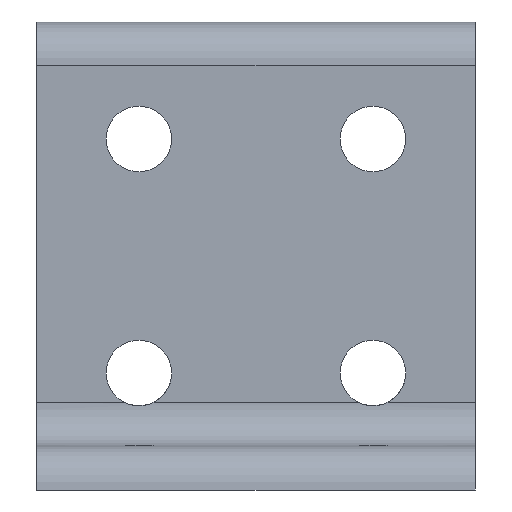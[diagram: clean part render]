
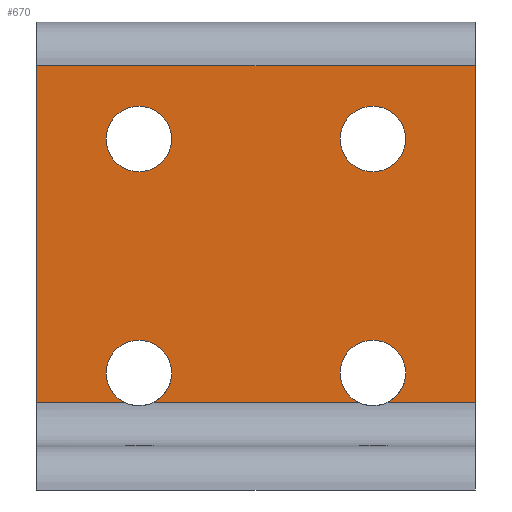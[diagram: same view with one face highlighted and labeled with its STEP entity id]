
A CAD part, front view. The second image highlights one B-rep face of the part: STEP entity #670.
In plain terms, the highlighted planar face has unit normal (0, -1, 0).
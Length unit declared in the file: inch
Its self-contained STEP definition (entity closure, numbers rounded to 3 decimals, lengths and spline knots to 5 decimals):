
#202=CARTESIAN_POINT('',(-0.6405,-0.188,1.5));
#203=VERTEX_POINT('',#202);
#219=CARTESIAN_POINT('',(-0.3605,-0.188,1.5));
#220=VERTEX_POINT('',#219);
#227=CARTESIAN_POINT('',(-0.5005,-0.188,1.5));
#228=DIRECTION('',(0.0,1.0,0.0));
#229=DIRECTION('',(-1.0,0.0,0.0));
#230=AXIS2_PLACEMENT_3D('',#227,#228,#229);
#231=CIRCLE('',#230,0.14);
#232=EDGE_CURVE('',#203,#220,#231,.T.);
#244=CARTESIAN_POINT('',(-0.6405,-0.188,0.5));
#245=VERTEX_POINT('',#244);
#261=CARTESIAN_POINT('',(-0.3605,-0.188,0.5));
#262=VERTEX_POINT('',#261);
#269=CARTESIAN_POINT('',(-0.5005,-0.188,0.5));
#270=DIRECTION('',(0.0,1.0,0.0));
#271=DIRECTION('',(-1.0,0.0,0.0));
#272=AXIS2_PLACEMENT_3D('',#269,#270,#271);
#273=CIRCLE('',#272,0.14);
#274=EDGE_CURVE('',#245,#262,#273,.T.);
#286=CARTESIAN_POINT('',(0.3595,-0.188,0.5));
#287=VERTEX_POINT('',#286);
#303=CARTESIAN_POINT('',(0.6395,-0.188,0.5));
#304=VERTEX_POINT('',#303);
#311=CARTESIAN_POINT('',(0.4995,-0.188,0.5));
#312=DIRECTION('',(0.0,1.0,0.0));
#313=DIRECTION('',(-1.0,0.0,0.0));
#314=AXIS2_PLACEMENT_3D('',#311,#312,#313);
#315=CIRCLE('',#314,0.14);
#316=EDGE_CURVE('',#287,#304,#315,.T.);
#328=CARTESIAN_POINT('',(0.3595,-0.188,1.5));
#329=VERTEX_POINT('',#328);
#345=CARTESIAN_POINT('',(0.6395,-0.188,1.5));
#346=VERTEX_POINT('',#345);
#353=CARTESIAN_POINT('',(0.4995,-0.188,1.5));
#354=DIRECTION('',(0.0,1.0,0.0));
#355=DIRECTION('',(-1.0,0.0,0.0));
#356=AXIS2_PLACEMENT_3D('',#353,#354,#355);
#357=CIRCLE('',#356,0.14);
#358=EDGE_CURVE('',#329,#346,#357,.T.);
#369=CARTESIAN_POINT('',(0.4995,-0.188,1.5));
#370=DIRECTION('',(0.0,1.0,0.0));
#371=DIRECTION('',(-1.0,0.0,0.0));
#372=AXIS2_PLACEMENT_3D('',#369,#370,#371);
#373=CIRCLE('',#372,0.14);
#374=EDGE_CURVE('',#346,#329,#373,.T.);
#393=CARTESIAN_POINT('',(0.43451,-0.188,0.376));
#394=VERTEX_POINT('',#393);
#395=CARTESIAN_POINT('',(0.4995,-0.188,0.5));
#396=DIRECTION('',(0.0,1.0,0.0));
#397=DIRECTION('',(-1.0,0.0,0.0));
#398=AXIS2_PLACEMENT_3D('',#395,#396,#397);
#399=CIRCLE('',#398,0.14);
#400=EDGE_CURVE('',#394,#287,#399,.T.);
#402=CARTESIAN_POINT('',(0.56449,-0.188,0.376));
#403=VERTEX_POINT('',#402);
#413=CARTESIAN_POINT('',(0.4995,-0.188,0.5));
#414=DIRECTION('',(0.0,1.0,0.0));
#415=DIRECTION('',(-1.0,0.0,0.0));
#416=AXIS2_PLACEMENT_3D('',#413,#414,#415);
#417=CIRCLE('',#416,0.14);
#418=EDGE_CURVE('',#304,#403,#417,.T.);
#437=CARTESIAN_POINT('',(-0.56549,-0.188,0.376));
#438=VERTEX_POINT('',#437);
#439=CARTESIAN_POINT('',(-0.5005,-0.188,0.5));
#440=DIRECTION('',(0.0,1.0,0.0));
#441=DIRECTION('',(-1.0,0.0,0.0));
#442=AXIS2_PLACEMENT_3D('',#439,#440,#441);
#443=CIRCLE('',#442,0.14);
#444=EDGE_CURVE('',#438,#245,#443,.T.);
#446=CARTESIAN_POINT('',(-0.43551,-0.188,0.376));
#447=VERTEX_POINT('',#446);
#457=CARTESIAN_POINT('',(-0.5005,-0.188,0.5));
#458=DIRECTION('',(0.0,1.0,0.0));
#459=DIRECTION('',(-1.0,0.0,0.0));
#460=AXIS2_PLACEMENT_3D('',#457,#458,#459);
#461=CIRCLE('',#460,0.14);
#462=EDGE_CURVE('',#262,#447,#461,.T.);
#481=CARTESIAN_POINT('',(-0.5005,-0.188,1.5));
#482=DIRECTION('',(0.0,1.0,0.0));
#483=DIRECTION('',(-1.0,0.0,0.0));
#484=AXIS2_PLACEMENT_3D('',#481,#482,#483);
#485=CIRCLE('',#484,0.14);
#486=EDGE_CURVE('',#220,#203,#485,.T.);
#605=CARTESIAN_POINT('',(0.9375,-0.188,1.812));
#606=DIRECTION('',(0.0,-1.0,0.0));
#607=DIRECTION('',(-1.0,0.0,0.0));
#608=AXIS2_PLACEMENT_3D('',#605,#606,#607);
#609=PLANE('',#608);
#610=ORIENTED_EDGE('',*,*,#400,.T.);
#611=ORIENTED_EDGE('',*,*,#316,.T.);
#612=ORIENTED_EDGE('',*,*,#418,.T.);
#613=CARTESIAN_POINT('',(0.9375,-0.188,0.376));
#614=VERTEX_POINT('',#613);
#615=CARTESIAN_POINT('',(0.9375,-0.188,0.376));
#616=DIRECTION('',(-1.0,0.0,0.0));
#617=VECTOR('',#616,0.37301);
#618=LINE('',#615,#617);
#619=EDGE_CURVE('',#614,#403,#618,.T.);
#620=ORIENTED_EDGE('',*,*,#619,.F.);
#621=CARTESIAN_POINT('',(0.9375,-0.188,1.812));
#622=VERTEX_POINT('',#621);
#623=CARTESIAN_POINT('',(0.9375,-0.188,0.376));
#624=DIRECTION('',(0.0,0.0,1.0));
#625=VECTOR('',#624,1.436);
#626=LINE('',#623,#625);
#627=EDGE_CURVE('',#614,#622,#626,.T.);
#628=ORIENTED_EDGE('',*,*,#627,.T.);
#629=CARTESIAN_POINT('',(-0.9375,-0.188,1.812));
#630=VERTEX_POINT('',#629);
#631=CARTESIAN_POINT('',(0.9375,-0.188,1.812));
#632=DIRECTION('',(-1.0,0.0,0.0));
#633=VECTOR('',#632,1.875);
#634=LINE('',#631,#633);
#635=EDGE_CURVE('',#622,#630,#634,.T.);
#636=ORIENTED_EDGE('',*,*,#635,.T.);
#637=CARTESIAN_POINT('',(-0.9375,-0.188,0.376));
#638=VERTEX_POINT('',#637);
#639=CARTESIAN_POINT('',(-0.9375,-0.188,1.812));
#640=DIRECTION('',(0.0,0.0,-1.0));
#641=VECTOR('',#640,1.436);
#642=LINE('',#639,#641);
#643=EDGE_CURVE('',#630,#638,#642,.T.);
#644=ORIENTED_EDGE('',*,*,#643,.T.);
#645=CARTESIAN_POINT('',(-0.56549,-0.188,0.376));
#646=DIRECTION('',(-1.0,0.0,0.0));
#647=VECTOR('',#646,0.37201);
#648=LINE('',#645,#647);
#649=EDGE_CURVE('',#438,#638,#648,.T.);
#650=ORIENTED_EDGE('',*,*,#649,.F.);
#651=ORIENTED_EDGE('',*,*,#444,.T.);
#652=ORIENTED_EDGE('',*,*,#274,.T.);
#653=ORIENTED_EDGE('',*,*,#462,.T.);
#654=CARTESIAN_POINT('',(0.43451,-0.188,0.376));
#655=DIRECTION('',(-1.0,0.0,0.0));
#656=VECTOR('',#655,0.87002);
#657=LINE('',#654,#656);
#658=EDGE_CURVE('',#394,#447,#657,.T.);
#659=ORIENTED_EDGE('',*,*,#658,.F.);
#660=EDGE_LOOP('',(#610,#611,#612,#620,#628,#636,#644,#650,#651,#652,#653,#659));
#661=FACE_OUTER_BOUND('',#660,.T.);
#662=ORIENTED_EDGE('',*,*,#486,.T.);
#663=ORIENTED_EDGE('',*,*,#232,.T.);
#664=EDGE_LOOP('',(#662,#663));
#665=FACE_BOUND('',#664,.T.);
#666=ORIENTED_EDGE('',*,*,#374,.T.);
#667=ORIENTED_EDGE('',*,*,#358,.T.);
#668=EDGE_LOOP('',(#666,#667));
#669=FACE_BOUND('',#668,.T.);
#670=ADVANCED_FACE('',(#661,#665,#669),#609,.T.);
